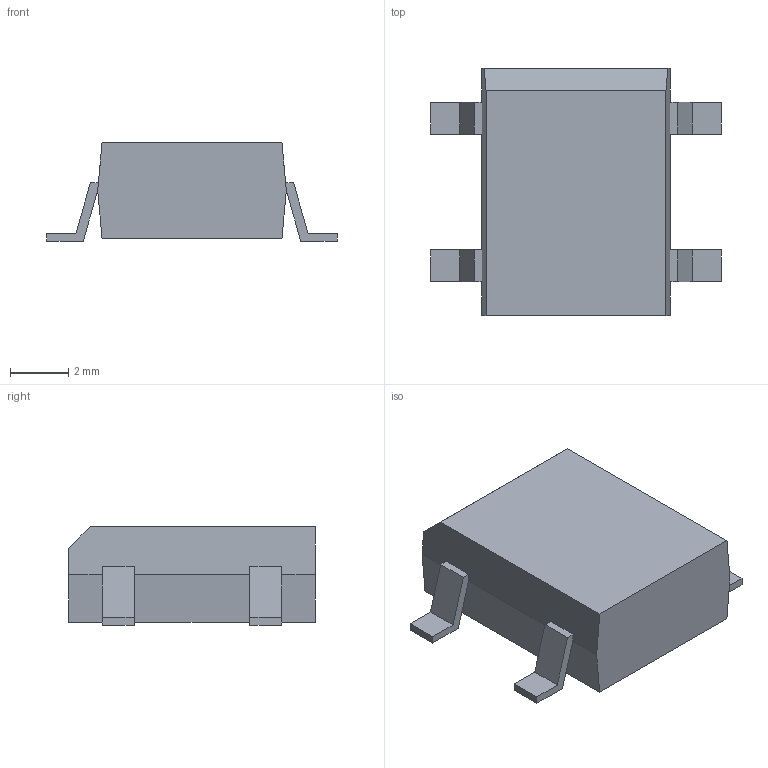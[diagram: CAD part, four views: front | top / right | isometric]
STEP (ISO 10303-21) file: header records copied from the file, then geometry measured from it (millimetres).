
FILE_DESCRIPTION(('FreeCAD Model'),'2;1');
FILE_NAME('Diode_Bridge_Vishay_DFS.step','2018-01-05T12:01:11',('kicad StepUp'),( 'ksu MCAD'),'Open CASCADE STEP processor 6.8','FreeCAD','Unknown');
FILE_SCHEMA(('AUTOMOTIVE_DESIGN_CC2 { 1 2 10303 214 -1 1 5 4 }'));
Length unit declared in the file: millimetre
Products named in the file (1): Diode_Bridge_Vishay_DFS
Bounding box: 10 x 8.51 x 3.4 mm (x, y, z)
Volume: 180.6 mm3; surface area: 235 mm2
Topology: 1 solids, 1 shells, 41 faces, 109 edges, 70 vertices
Faces by surface type: plane 41
Entity records: 1539 total; most frequent: CARTESIAN_POINT 221, ORIENTED_EDGE 218, DIRECTION 193, EDGE_CURVE 109, LINE 109, VECTOR 109, VERTEX_POINT 70, AXIS2_PLACEMENT_3D 42
